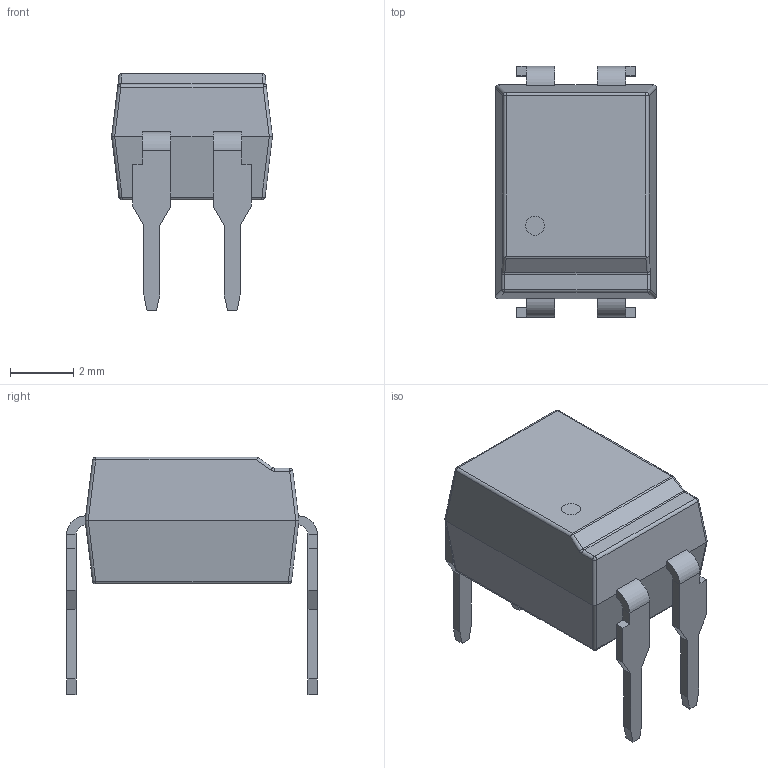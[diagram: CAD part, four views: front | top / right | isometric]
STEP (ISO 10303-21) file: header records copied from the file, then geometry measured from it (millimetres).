
FILE_DESCRIPTION(('STEP AP214'), '1');
FILE_NAME('DIP4-OC-BLK', '2016-02-24T00:24:49', ('Nobody'), (''), 'ASCON STEP Converter 1.3', 'ASCON Math Kernel', '');
FILE_SCHEMA(('AUTOMOTIVE_DESIGN { 1 0 10303 214 3 1 1}'));
Length unit declared in the file: millimetre
Bounding box: 5.08 x 7.92 x 7.5 mm (x, y, z)
Volume: 130 mm3; surface area: 198.8 mm2
Topology: 5 solids, 5 shells, 133 faces, 307 edges, 177 vertices
Faces by surface type: plane 93, cylinder 30, bspline 10
Entity records: 4870 total; most frequent: CARTESIAN_POINT 810, ORIENTED_EDGE 598, DIRECTION 578, EDGE_CURVE 299, LINE 240, VECTOR 240, VERTEX_POINT 177, AXIS2_PLACEMENT_3D 169
